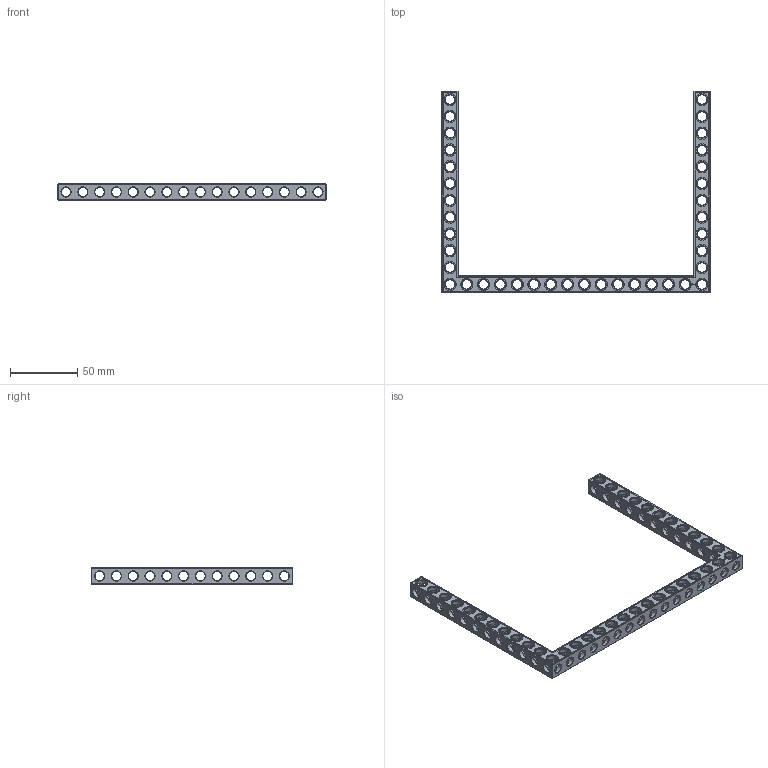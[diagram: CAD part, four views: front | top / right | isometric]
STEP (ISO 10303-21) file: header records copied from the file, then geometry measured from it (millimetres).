
FILE_DESCRIPTION(('FreeCAD Model'),'2;1');
FILE_NAME('Open CASCADE Shape Model','2022-03-06T14:03:07',('Author'),( ''),'Open CASCADE STEP processor 7.5','FreeCAD','Unknown');
FILE_SCHEMA(('AUTOMOTIVE_DESIGN { 1 0 10303 214 1 1 1 1 }'));
Products named in the file (1): Beam AGD ESS USH SYM BU16x12x01 - SPN-BEM-0566 (stemfie.org)
Bounding box: 200 x 150 x 12.5 mm (x, y, z)
Volume: 37127.2 mm3; surface area: 33155.4 mm2
Topology: 1 solids, 1 shells, 983 faces, 3005 edges, 1944 vertices
Faces by surface type: plane 406, cylinder 229, extrusion 194, cone 154
Full cylindrical faces by diameter (mm): 6.98 x26, 7 x165, 9.2 x38
Entity records: 191693 total; most frequent: CARTESIAN_POINT 135874, DIRECTION 8963, ORIENTED_EDGE 6010, PCURVE 6010, DEFINITIONAL_REPRESENTATION 6010, VECTOR 5551, LINE 5357, EDGE_CURVE 3005
